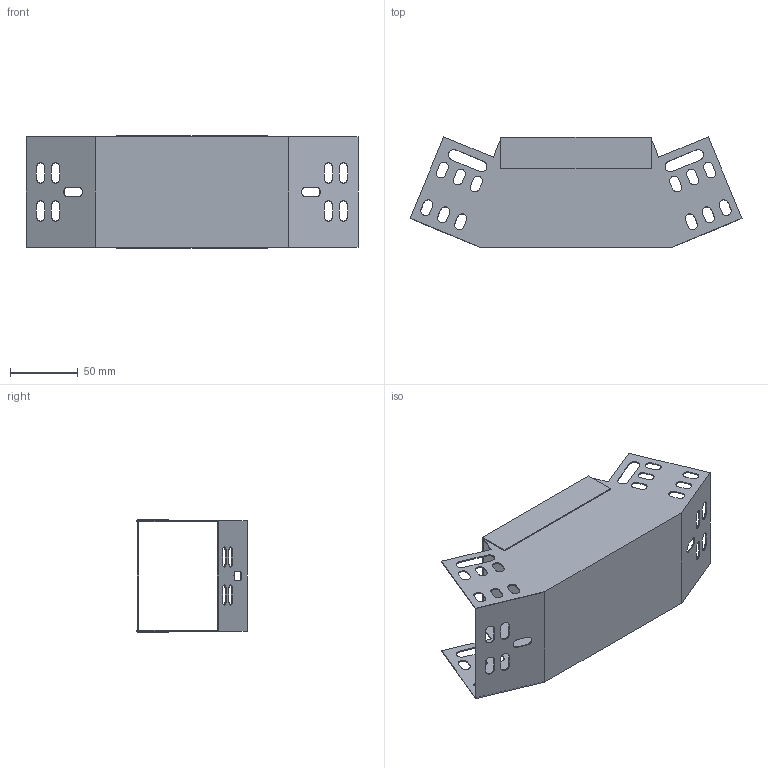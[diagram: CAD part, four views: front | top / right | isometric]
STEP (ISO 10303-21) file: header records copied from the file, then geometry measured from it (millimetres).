
FILE_DESCRIPTION (( 'STEP AP203' ), '1' );
FILE_NAME ('CLP3V-080-080 Ïîâîðîò íà 45 ãð. âåðòèêàëüíûé âíóòðåííèé 80õ80.STEP', '2016-03-09T10:46:45', ( '' ), ( '' ), 'SwSTEP 2.0', 'SolidWorks 2014', '' );
FILE_SCHEMA (( 'CONFIG_CONTROL_DESIGN' ));
Length unit declared in the file: millimetre
Products named in the file (1): CLP3V-080-080 Ïîâîðîò íà 45 ãð. âåðòèêàëüíûé âíóòðåííèé 80õ80
Bounding box: 244.62 x 81.22 x 83.2 mm (x, y, z)
Volume: 51040.6 mm3; surface area: 129810.2 mm2
Topology: 2 solids, 2 shells, 184 faces, 540 edges, 360 vertices
Faces by surface type: plane 108, cylinder 76
Entity records: 6363 total; most frequent: CARTESIAN_POINT 1085, ORIENTED_EDGE 1080, DIRECTION 1062, EDGE_CURVE 540, LINE 388, VECTOR 388, VERTEX_POINT 360, AXIS2_PLACEMENT_3D 337
